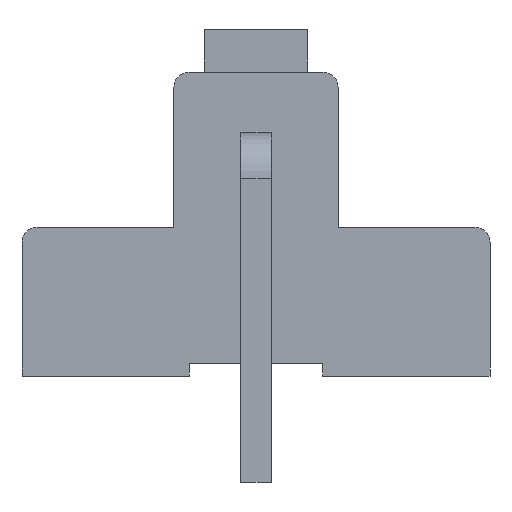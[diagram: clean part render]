
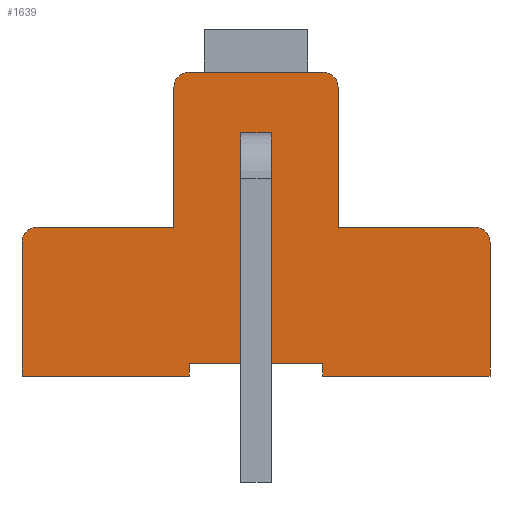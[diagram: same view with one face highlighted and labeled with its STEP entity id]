
A CAD part, front view. The second image highlights one B-rep face of the part: STEP entity #1639.
In plain terms, the highlighted planar face has unit normal (0, -1, 0).
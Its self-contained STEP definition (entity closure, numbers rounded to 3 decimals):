
#52=FACE_OUTER_BOUND($,#145,.T.);
#145=EDGE_LOOP($,(#1142,#1143,#1144,#1145,#1146,#1147,#1148,#1149,#1150,
#1151,#1152,#1153,#1154,#1155,#1156,#1157));
#262=LINE($,#2393,#471);
#263=LINE($,#2397,#472);
#264=LINE($,#2401,#473);
#265=LINE($,#2403,#474);
#266=LINE($,#2407,#475);
#267=LINE($,#2409,#476);
#268=LINE($,#2411,#477);
#269=LINE($,#2413,#478);
#270=LINE($,#2415,#479);
#271=LINE($,#2417,#480);
#272=LINE($,#2419,#481);
#273=LINE($,#2422,#482);
#471=VECTOR($,#1926,4.6);
#472=VECTOR($,#1929,4.4);
#473=VECTOR($,#1932,4.6);
#474=VECTOR($,#1933,4.5);
#475=VECTOR($,#1936,4.4);
#476=VECTOR($,#1937,5.5);
#477=VECTOR($,#1938,0.4);
#478=VECTOR($,#1939,4.4);
#479=VECTOR($,#1940,0.4);
#480=VECTOR($,#1941,5.5);
#481=VECTOR($,#1942,4.4);
#482=VECTOR($,#1945,4.5);
#648=CIRCLE($,#1747,0.5);
#649=CIRCLE($,#1748,0.5);
#650=CIRCLE($,#1749,0.5);
#651=CIRCLE($,#1750,0.5);
#705=VERTEX_POINT($,#2391);
#706=VERTEX_POINT($,#2392);
#707=VERTEX_POINT($,#2394);
#708=VERTEX_POINT($,#2396);
#709=VERTEX_POINT($,#2398);
#710=VERTEX_POINT($,#2400);
#711=VERTEX_POINT($,#2402);
#712=VERTEX_POINT($,#2404);
#713=VERTEX_POINT($,#2406);
#714=VERTEX_POINT($,#2408);
#715=VERTEX_POINT($,#2410);
#716=VERTEX_POINT($,#2412);
#717=VERTEX_POINT($,#2414);
#718=VERTEX_POINT($,#2416);
#719=VERTEX_POINT($,#2418);
#720=VERTEX_POINT($,#2420);
#873=EDGE_CURVE($,#705,#706,#262,.T.);
#874=EDGE_CURVE($,#706,#707,#648,.T.);
#875=EDGE_CURVE($,#707,#708,#263,.T.);
#876=EDGE_CURVE($,#708,#709,#649,.T.);
#877=EDGE_CURVE($,#709,#710,#264,.T.);
#878=EDGE_CURVE($,#711,#710,#265,.T.);
#879=EDGE_CURVE($,#711,#712,#650,.T.);
#880=EDGE_CURVE($,#713,#712,#266,.T.);
#881=EDGE_CURVE($,#714,#713,#267,.T.);
#882=EDGE_CURVE($,#715,#714,#268,.T.);
#883=EDGE_CURVE($,#715,#716,#269,.T.);
#884=EDGE_CURVE($,#717,#716,#270,.T.);
#885=EDGE_CURVE($,#718,#717,#271,.T.);
#886=EDGE_CURVE($,#719,#718,#272,.T.);
#887=EDGE_CURVE($,#719,#720,#651,.T.);
#888=EDGE_CURVE($,#705,#720,#273,.T.);
#1142=ORIENTED_EDGE($,*,*,#873,.T.);
#1143=ORIENTED_EDGE($,*,*,#874,.T.);
#1144=ORIENTED_EDGE($,*,*,#875,.T.);
#1145=ORIENTED_EDGE($,*,*,#876,.T.);
#1146=ORIENTED_EDGE($,*,*,#877,.T.);
#1147=ORIENTED_EDGE($,*,*,#878,.F.);
#1148=ORIENTED_EDGE($,*,*,#879,.T.);
#1149=ORIENTED_EDGE($,*,*,#880,.F.);
#1150=ORIENTED_EDGE($,*,*,#881,.F.);
#1151=ORIENTED_EDGE($,*,*,#882,.F.);
#1152=ORIENTED_EDGE($,*,*,#883,.T.);
#1153=ORIENTED_EDGE($,*,*,#884,.F.);
#1154=ORIENTED_EDGE($,*,*,#885,.F.);
#1155=ORIENTED_EDGE($,*,*,#886,.F.);
#1156=ORIENTED_EDGE($,*,*,#887,.T.);
#1157=ORIENTED_EDGE($,*,*,#888,.F.);
#1561=PLANE($,#1746);
#1639=ADVANCED_FACE($,(#52),#1561,.T.);
#1746=AXIS2_PLACEMENT_3D($,#2390,#1924,#1925);
#1747=AXIS2_PLACEMENT_3D($,#2395,#1927,#1928);
#1748=AXIS2_PLACEMENT_3D($,#2399,#1930,#1931);
#1749=AXIS2_PLACEMENT_3D($,#2405,#1934,#1935);
#1750=AXIS2_PLACEMENT_3D($,#2421,#1943,#1944);
#1924=DIRECTION('center_axis',(0.,-1.,0.));
#1925=DIRECTION('ref_axis',(1.,0.,0.));
#1926=DIRECTION($,(0.,0.,1.));
#1927=DIRECTION('center_axis',(0.,-1.,0.));
#1928=DIRECTION('ref_axis',(1.,0.,0.));
#1929=DIRECTION($,(-1.,0.,0.));
#1930=DIRECTION('center_axis',(0.,-1.,0.));
#1931=DIRECTION('ref_axis',(0.,0.,
1.));
#1932=DIRECTION($,(0.,0.,-1.));
#1933=DIRECTION($,(1.,0.,0.));
#1934=DIRECTION('center_axis',(0.,-1.,0.));
#1935=DIRECTION('ref_axis',(0.,0.,
1.));
#1936=DIRECTION($,(0.,0.,1.));
#1937=DIRECTION($,(-1.,0.,0.));
#1938=DIRECTION($,(0.,0.,-1.));
#1939=DIRECTION($,(1.,0.,0.));
#1940=DIRECTION($,(0.,0.,1.));
#1941=DIRECTION($,(-1.,0.,0.));
#1942=DIRECTION($,(0.,0.,-1.));
#1943=DIRECTION('center_axis',(0.,-1.,0.));
#1944=DIRECTION('ref_axis',(1.,0.,0.));
#1945=DIRECTION($,(1.,0.,0.));
#2390=CARTESIAN_POINT('Origin',(0.,3.85,0.));
#2391=CARTESIAN_POINT('',(2.7,3.85,4.9));
#2392=CARTESIAN_POINT('',(2.7,3.85,9.5));
#2393=CARTESIAN_POINT($,(2.7,3.85,4.9));
#2394=CARTESIAN_POINT('',(2.2,3.85,10.));
#2395=CARTESIAN_POINT('Origin',(2.2,3.85,9.5));
#2396=CARTESIAN_POINT('',(-2.2,3.85,10.));
#2397=CARTESIAN_POINT($,(2.2,3.85,10.));
#2398=CARTESIAN_POINT('',(-2.7,3.85,9.5));
#2399=CARTESIAN_POINT('Origin',(-2.2,3.85,9.5));
#2400=CARTESIAN_POINT('',(-2.7,3.85,4.9));
#2401=CARTESIAN_POINT($,(-2.7,3.85,9.5));
#2402=CARTESIAN_POINT('',(-7.2,3.85,4.9));
#2403=CARTESIAN_POINT($,(-7.2,3.85,4.9));
#2404=CARTESIAN_POINT('',(-7.7,3.85,4.4));
#2405=CARTESIAN_POINT('Origin',(-7.2,3.85,4.4));
#2406=CARTESIAN_POINT('',(-7.7,3.85,0.));
#2407=CARTESIAN_POINT($,(-7.7,3.85,0.));
#2408=CARTESIAN_POINT('',(-2.2,3.85,0.));
#2409=CARTESIAN_POINT($,(-2.2,3.85,0.));
#2410=CARTESIAN_POINT('',(-2.2,3.85,0.4));
#2411=CARTESIAN_POINT($,(-2.2,3.85,0.4));
#2412=CARTESIAN_POINT('',(2.2,3.85,0.4));
#2413=CARTESIAN_POINT($,(-2.2,3.85,0.4));
#2414=CARTESIAN_POINT('',(2.2,3.85,0.));
#2415=CARTESIAN_POINT($,(2.2,3.85,0.));
#2416=CARTESIAN_POINT('',(7.7,3.85,0.));
#2417=CARTESIAN_POINT($,(7.7,3.85,0.));
#2418=CARTESIAN_POINT('',(7.7,3.85,4.4));
#2419=CARTESIAN_POINT($,(7.7,3.85,4.4));
#2420=CARTESIAN_POINT('',(7.2,3.85,4.9));
#2421=CARTESIAN_POINT('Origin',(7.2,3.85,4.4));
#2422=CARTESIAN_POINT($,(2.7,3.85,4.9));
